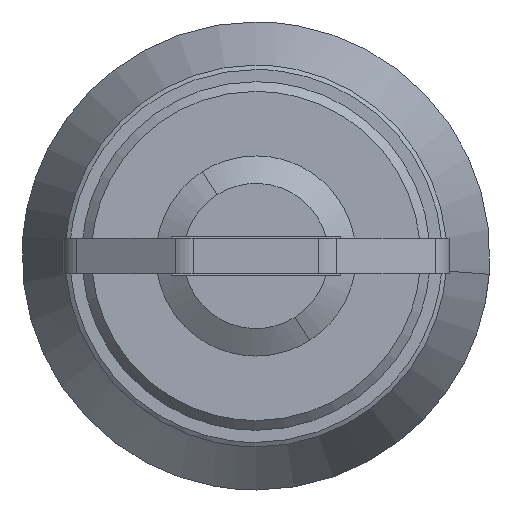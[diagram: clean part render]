
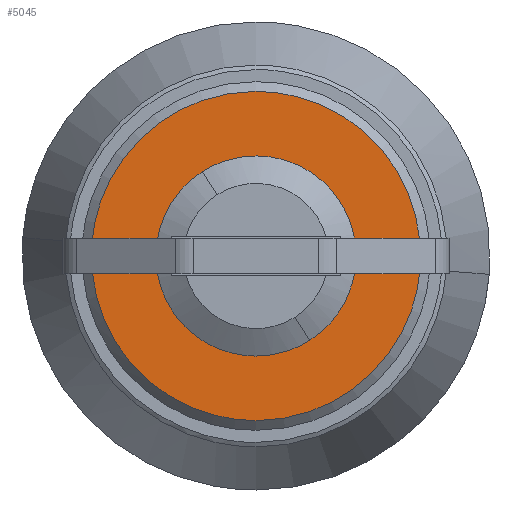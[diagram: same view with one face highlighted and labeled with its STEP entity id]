
A CAD part, front view. The second image highlights one B-rep face of the part: STEP entity #5045.
In plain terms, the highlighted free-form (B-spline) face has degree [1, 1] with [2, 2] control points.
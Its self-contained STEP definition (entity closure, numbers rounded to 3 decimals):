
#4861=CARTESIAN_POINT('',(0.,-7.8,10.2));
#4862=VERTEX_POINT('',#4861);
#4863=CARTESIAN_POINT('',(-10.169,-7.8,0.8));
#4864=VERTEX_POINT('',#4863);
#4865=CARTESIAN_POINT('',(0.,-7.8,10.2));
#4866=CARTESIAN_POINT('',(-9.429,-7.8,10.2));
#4867=CARTESIAN_POINT('',(-10.169,-7.8,0.8));
#4875=(BOUNDED_CURVE()B_SPLINE_CURVE(2,(#4865,#4866,#4867),.UNSPECIFIED.,.F.,.U.)B_SPLINE_CURVE_WITH_KNOTS((3,3),(0.0,0.236),.UNSPECIFIED.)CURVE()GEOMETRIC_REPRESENTATION_ITEM()RATIONAL_B_SPLINE_CURVE((1.0,0.723,0.97))REPRESENTATION_ITEM(''));
#4876=EDGE_CURVE('',#4862,#4864,#4875,.T.);
#4878=CARTESIAN_POINT('',(10.169,-7.8,-0.8));
#4879=VERTEX_POINT('',#4878);
#4880=CARTESIAN_POINT('',(10.169,-7.8,-0.8));
#4881=CARTESIAN_POINT('',(10.2,-7.8,-0.401));
#4882=CARTESIAN_POINT('',(10.2,-7.8,0.));
#4883=CARTESIAN_POINT('',(10.2,-7.8,10.2));
#4884=CARTESIAN_POINT('',(0.,-7.8,10.2));
#4892=(BOUNDED_CURVE()B_SPLINE_CURVE(2,(#4880,#4881,#4882,#4883,#4884),.UNSPECIFIED.,.F.,.U.)B_SPLINE_CURVE_WITH_KNOTS((3,2,3),(0.736,0.75,1.0),.UNSPECIFIED.)CURVE()GEOMETRIC_REPRESENTATION_ITEM()RATIONAL_B_SPLINE_CURVE((0.97,0.984,1.0,0.707,1.0))REPRESENTATION_ITEM(''));
#4893=EDGE_CURVE('',#4879,#4862,#4892,.T.);
#4928=CARTESIAN_POINT('',(0.,-7.8,-10.2));
#4929=VERTEX_POINT('',#4928);
#4930=CARTESIAN_POINT('',(-10.169,-7.8,0.8));
#4931=CARTESIAN_POINT('',(-10.2,-7.8,0.401));
#4932=CARTESIAN_POINT('',(-10.2,-7.8,0.));
#4933=CARTESIAN_POINT('',(-10.2,-7.8,-10.2));
#4934=CARTESIAN_POINT('',(0.,-7.8,-10.2));
#4942=(BOUNDED_CURVE()B_SPLINE_CURVE(2,(#4930,#4931,#4932,#4933,#4934),.UNSPECIFIED.,.F.,.U.)B_SPLINE_CURVE_WITH_KNOTS((3,2,3),(0.236,0.25,0.5),.UNSPECIFIED.)CURVE()GEOMETRIC_REPRESENTATION_ITEM()RATIONAL_B_SPLINE_CURVE((0.97,0.984,1.0,0.707,1.0))REPRESENTATION_ITEM(''));
#4943=EDGE_CURVE('',#4864,#4929,#4942,.T.);
#4949=CARTESIAN_POINT('',(0.,-7.8,-10.2));
#4950=CARTESIAN_POINT('',(9.429,-7.8,-10.2));
#4951=CARTESIAN_POINT('',(10.169,-7.8,-0.8));
#4959=(BOUNDED_CURVE()B_SPLINE_CURVE(2,(#4949,#4950,#4951),.UNSPECIFIED.,.F.,.U.)B_SPLINE_CURVE_WITH_KNOTS((3,3),(0.5,0.736),.UNSPECIFIED.)CURVE()GEOMETRIC_REPRESENTATION_ITEM()RATIONAL_B_SPLINE_CURVE((1.0,0.723,0.97))REPRESENTATION_ITEM(''));
#4960=EDGE_CURVE('',#4929,#4879,#4959,.T.);
#4965=CARTESIAN_POINT('',(11.216,-7.8,11.219));
#4966=CARTESIAN_POINT('',(11.216,-7.8,-11.219));
#4967=CARTESIAN_POINT('',(-11.216,-7.8,11.219));
#4968=CARTESIAN_POINT('',(-11.216,-7.8,-11.219));
#4969=B_SPLINE_SURFACE_WITH_KNOTS('',1,1,((#4965,#4967),(#4966,#4968)),.UNSPECIFIED.,.F.,.F.,.U.,(2,2),(2,2),(0.0,22.438),(0.0,22.432),.UNSPECIFIED.);
#4970=ORIENTED_EDGE('',*,*,#4876,.T.);
#4971=ORIENTED_EDGE('',*,*,#4943,.T.);
#4972=ORIENTED_EDGE('',*,*,#4960,.T.);
#4973=ORIENTED_EDGE('',*,*,#4893,.T.);
#4974=EDGE_LOOP('',(#4970,#4971,#4972,#4973));
#4975=FACE_OUTER_BOUND('',#4974,.T.);
#4976=CARTESIAN_POINT('',(0.,-7.8,6.2));
#4977=VERTEX_POINT('',#4976);
#4978=CARTESIAN_POINT('',(-3.335,-7.8,5.227));
#4979=VERTEX_POINT('',#4978);
#4980=CARTESIAN_POINT('',(0.,-7.8,6.2));
#4981=CARTESIAN_POINT('',(-1.809,-7.8,6.2));
#4982=CARTESIAN_POINT('',(-3.335,-7.8,5.227));
#4990=(BOUNDED_CURVE()B_SPLINE_CURVE(2,(#4980,#4981,#4982),.UNSPECIFIED.,.F.,.U.)B_SPLINE_CURVE_WITH_KNOTS((3,3),(0.0,0.092),.UNSPECIFIED.)CURVE()GEOMETRIC_REPRESENTATION_ITEM()RATIONAL_B_SPLINE_CURVE((1.0,0.892,0.864))REPRESENTATION_ITEM(''));
#4991=EDGE_CURVE('',#4977,#4979,#4990,.T.);
#4992=ORIENTED_EDGE('',*,*,#4991,.F.);
#4993=CARTESIAN_POINT('',(3.335,-7.8,-5.227));
#4994=VERTEX_POINT('',#4993);
#4995=CARTESIAN_POINT('',(3.335,-7.8,-5.227));
#4996=CARTESIAN_POINT('',(3.86,-7.8,-4.892));
#4997=CARTESIAN_POINT('',(4.651,-7.8,-4.2));
#4998=CARTESIAN_POINT('',(5.595,-7.8,-2.822));
#4999=CARTESIAN_POINT('',(6.142,-7.8,-1.321));
#5000=CARTESIAN_POINT('',(6.247,-7.8,0.226));
#5001=CARTESIAN_POINT('',(6.005,-7.8,1.793));
#5002=CARTESIAN_POINT('',(5.376,-7.8,3.264));
#5003=CARTESIAN_POINT('',(4.381,-7.8,4.453));
#5004=CARTESIAN_POINT('',(3.396,-7.8,5.224));
#5005=CARTESIAN_POINT('',(2.477,-7.8,5.717));
#5006=CARTESIAN_POINT('',(1.33,-7.8,6.099));
#5007=CARTESIAN_POINT('',(0.499,-7.8,6.2));
#5008=CARTESIAN_POINT('',(0.,-7.8,6.2));
#5009=B_SPLINE_CURVE_WITH_KNOTS('',3,(#4995,#4996,#4997,#4998,#4999,#5000,#5001,#5002,#5003,#5004,#5005,#5006,#5007,#5008),.UNSPECIFIED.,.F.,.U.,(4,1,1,1,1,1,1,1,1,1,1,4),(0.,1.87,3.117,4.987,6.607,7.729,9.724,11.345,12.342,13.464,14.461,15.957),.UNSPECIFIED.);
#5010=EDGE_CURVE('',#4994,#4977,#5009,.T.);
#5011=ORIENTED_EDGE('',*,*,#5010,.F.);
#5012=CARTESIAN_POINT('',(0.,-7.8,-6.2));
#5013=VERTEX_POINT('',#5012);
#5014=CARTESIAN_POINT('',(0.,-7.8,-6.2));
#5015=CARTESIAN_POINT('',(1.809,-7.8,-6.2));
#5016=CARTESIAN_POINT('',(3.335,-7.8,-5.227));
#5024=(BOUNDED_CURVE()B_SPLINE_CURVE(2,(#5014,#5015,#5016),.UNSPECIFIED.,.F.,.U.)B_SPLINE_CURVE_WITH_KNOTS((3,3),(0.5,0.592),.UNSPECIFIED.)CURVE()GEOMETRIC_REPRESENTATION_ITEM()RATIONAL_B_SPLINE_CURVE((1.0,0.892,0.864))REPRESENTATION_ITEM(''));
#5025=EDGE_CURVE('',#5013,#4994,#5024,.T.);
#5026=ORIENTED_EDGE('',*,*,#5025,.F.);
#5027=CARTESIAN_POINT('',(-3.335,-7.8,5.227));
#5028=CARTESIAN_POINT('',(-3.755,-7.8,4.959));
#5029=CARTESIAN_POINT('',(-4.498,-7.8,4.347));
#5030=CARTESIAN_POINT('',(-5.309,-7.8,3.283));
#5031=CARTESIAN_POINT('',(-5.963,-7.8,1.93));
#5032=CARTESIAN_POINT('',(-6.27,-7.8,0.403));
#5033=CARTESIAN_POINT('',(-6.138,-7.8,-1.182));
#5034=CARTESIAN_POINT('',(-5.701,-7.8,-2.577));
#5035=CARTESIAN_POINT('',(-4.867,-7.8,-3.983));
#5036=CARTESIAN_POINT('',(-3.628,-7.8,-5.123));
#5037=CARTESIAN_POINT('',(-1.953,-7.8,-5.979));
#5038=CARTESIAN_POINT('',(-0.748,-7.8,-6.201));
#5039=CARTESIAN_POINT('',(0.,-7.8,-6.2));
#5040=B_SPLINE_CURVE_WITH_KNOTS('',3,(#5027,#5028,#5029,#5030,#5031,#5032,#5033,#5034,#5035,#5036,#5037,#5038,#5039),.UNSPECIFIED.,.F.,.U.,(4,1,1,1,1,1,1,1,1,1,4),(0.,1.496,2.867,3.989,5.984,7.48,8.727,10.347,12.342,13.713,15.957),.UNSPECIFIED.);
#5041=EDGE_CURVE('',#4979,#5013,#5040,.T.);
#5042=ORIENTED_EDGE('',*,*,#5041,.F.);
#5043=EDGE_LOOP('',(#4992,#5011,#5026,#5042));
#5044=FACE_BOUND('',#5043,.T.);
#5045=ADVANCED_FACE('',(#4975,#5044),#4969,.F.);
